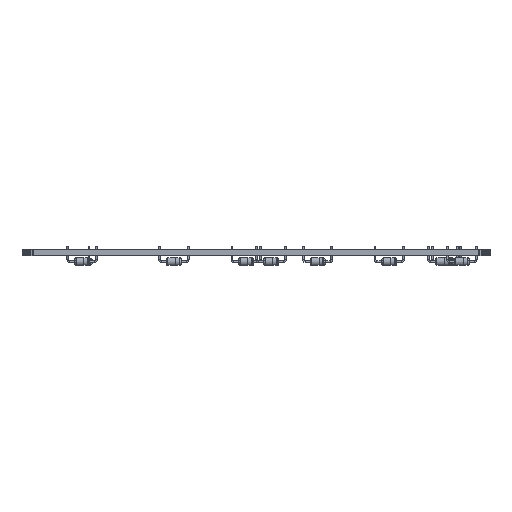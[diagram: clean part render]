
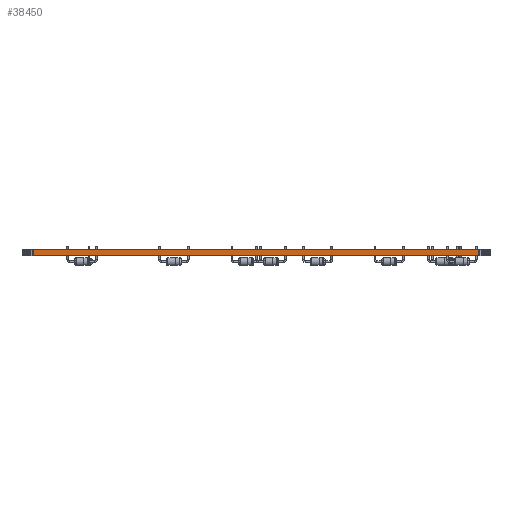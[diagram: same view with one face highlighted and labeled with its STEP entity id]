
A CAD part, left-side view. The second image highlights one B-rep face of the part: STEP entity #38450.
In plain terms, the highlighted planar face has unit normal (-1, 0, 0).
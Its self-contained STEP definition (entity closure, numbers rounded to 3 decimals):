
#1331 = PLANE('',#1332);
#1332 = AXIS2_PLACEMENT_3D('',#1333,#1334,#1335);
#1333 = CARTESIAN_POINT('',(-143.712,-44.442,1.6));
#1334 = DIRECTION('',(-0.,-0.,-1.));
#1335 = DIRECTION('',(-1.,0.,0.));
#1385 = PLANE('',#1386);
#1386 = AXIS2_PLACEMENT_3D('',#1387,#1388,#1389);
#1387 = CARTESIAN_POINT('',(-143.712,-44.442,0.));
#1388 = DIRECTION('',(-0.,-0.,-1.));
#1389 = DIRECTION('',(-1.,0.,0.));
#2670 = VERTEX_POINT('',#2671);
#2671 = CARTESIAN_POINT('',(-258.131,-103.474,0.));
#2685 = PLANE('',#2686);
#2686 = AXIS2_PLACEMENT_3D('',#2687,#2688,#2689);
#2687 = CARTESIAN_POINT('',(-258.112,-103.81,0.));
#2688 = DIRECTION('',(-0.998,-0.056,0.));
#2689 = DIRECTION('',(-0.056,0.998,0.));
#2697 = EDGE_CURVE('',#2670,#2698,#2700,.T.);
#2698 = VERTEX_POINT('',#2699);
#2699 = CARTESIAN_POINT('',(-258.131,14.589,0.));
#2700 = SURFACE_CURVE('',#2701,(#2705,#2712),.PCURVE_S1.);
#2701 = LINE('',#2702,#2703);
#2702 = CARTESIAN_POINT('',(-258.131,-103.474,0.));
#2703 = VECTOR('',#2704,1.);
#2704 = DIRECTION('',(0.,1.,0.));
#2705 = PCURVE('',#1385,#2706);
#2706 = DEFINITIONAL_REPRESENTATION('',(#2707),#2711);
#2707 = LINE('',#2708,#2709);
#2708 = CARTESIAN_POINT('',(114.419,-59.032));
#2709 = VECTOR('',#2710,1.);
#2710 = DIRECTION('',(0.,1.));
#2711 = ( GEOMETRIC_REPRESENTATION_CONTEXT(2) 
PARAMETRIC_REPRESENTATION_CONTEXT() REPRESENTATION_CONTEXT('2D SPACE',''
  ) );
#2712 = PCURVE('',#2713,#2718);
#2713 = PLANE('',#2714);
#2714 = AXIS2_PLACEMENT_3D('',#2715,#2716,#2717);
#2715 = CARTESIAN_POINT('',(-258.131,-103.474,0.));
#2716 = DIRECTION('',(-1.,0.,0.));
#2717 = DIRECTION('',(0.,1.,0.));
#2718 = DEFINITIONAL_REPRESENTATION('',(#2719),#2723);
#2719 = LINE('',#2720,#2721);
#2720 = CARTESIAN_POINT('',(0.,0.));
#2721 = VECTOR('',#2722,1.);
#2722 = DIRECTION('',(1.,0.));
#2723 = ( GEOMETRIC_REPRESENTATION_CONTEXT(2) 
PARAMETRIC_REPRESENTATION_CONTEXT() REPRESENTATION_CONTEXT('2D SPACE',''
  ) );
#2741 = PLANE('',#2742);
#2742 = AXIS2_PLACEMENT_3D('',#2743,#2744,#2745);
#2743 = CARTESIAN_POINT('',(-258.131,14.589,0.));
#2744 = DIRECTION('',(-0.998,0.056,0.));
#2745 = DIRECTION('',(0.056,0.998,0.));
#21986 = VERTEX_POINT('',#21987);
#21987 = CARTESIAN_POINT('',(-258.131,-103.474,1.6));
#22008 = EDGE_CURVE('',#21986,#22009,#22011,.T.);
#22009 = VERTEX_POINT('',#22010);
#22010 = CARTESIAN_POINT('',(-258.131,14.589,1.6));
#22011 = SURFACE_CURVE('',#22012,(#22016,#22023),.PCURVE_S1.);
#22012 = LINE('',#22013,#22014);
#22013 = CARTESIAN_POINT('',(-258.131,-103.474,1.6));
#22014 = VECTOR('',#22015,1.);
#22015 = DIRECTION('',(0.,1.,0.));
#22016 = PCURVE('',#1331,#22017);
#22017 = DEFINITIONAL_REPRESENTATION('',(#22018),#22022);
#22018 = LINE('',#22019,#22020);
#22019 = CARTESIAN_POINT('',(114.419,-59.032));
#22020 = VECTOR('',#22021,1.);
#22021 = DIRECTION('',(0.,1.));
#22022 = ( GEOMETRIC_REPRESENTATION_CONTEXT(2) 
PARAMETRIC_REPRESENTATION_CONTEXT() REPRESENTATION_CONTEXT('2D SPACE',''
  ) );
#22023 = PCURVE('',#2713,#22024);
#22024 = DEFINITIONAL_REPRESENTATION('',(#22025),#22029);
#22025 = LINE('',#22026,#22027);
#22026 = CARTESIAN_POINT('',(0.,-1.6));
#22027 = VECTOR('',#22028,1.);
#22028 = DIRECTION('',(1.,0.));
#22029 = ( GEOMETRIC_REPRESENTATION_CONTEXT(2) 
PARAMETRIC_REPRESENTATION_CONTEXT() REPRESENTATION_CONTEXT('2D SPACE',''
  ) );
#38400 = EDGE_CURVE('',#2698,#22009,#38401,.T.);
#38401 = SURFACE_CURVE('',#38402,(#38406,#38413),.PCURVE_S1.);
#38402 = LINE('',#38403,#38404);
#38403 = CARTESIAN_POINT('',(-258.131,14.589,0.));
#38404 = VECTOR('',#38405,1.);
#38405 = DIRECTION('',(0.,0.,1.));
#38406 = PCURVE('',#2741,#38407);
#38407 = DEFINITIONAL_REPRESENTATION('',(#38408),#38412);
#38408 = LINE('',#38409,#38410);
#38409 = CARTESIAN_POINT('',(0.,0.));
#38410 = VECTOR('',#38411,1.);
#38411 = DIRECTION('',(0.,-1.));
#38412 = ( GEOMETRIC_REPRESENTATION_CONTEXT(2) 
PARAMETRIC_REPRESENTATION_CONTEXT() REPRESENTATION_CONTEXT('2D SPACE',''
  ) );
#38413 = PCURVE('',#2713,#38414);
#38414 = DEFINITIONAL_REPRESENTATION('',(#38415),#38419);
#38415 = LINE('',#38416,#38417);
#38416 = CARTESIAN_POINT('',(118.063,0.));
#38417 = VECTOR('',#38418,1.);
#38418 = DIRECTION('',(0.,-1.));
#38419 = ( GEOMETRIC_REPRESENTATION_CONTEXT(2) 
PARAMETRIC_REPRESENTATION_CONTEXT() REPRESENTATION_CONTEXT('2D SPACE',''
  ) );
#38450 = ADVANCED_FACE('',(#38451),#2713,.T.);
#38451 = FACE_BOUND('',#38452,.T.);
#38452 = EDGE_LOOP('',(#38453,#38474,#38475,#38476));
#38453 = ORIENTED_EDGE('',*,*,#38454,.T.);
#38454 = EDGE_CURVE('',#2670,#21986,#38455,.T.);
#38455 = SURFACE_CURVE('',#38456,(#38460,#38467),.PCURVE_S1.);
#38456 = LINE('',#38457,#38458);
#38457 = CARTESIAN_POINT('',(-258.131,-103.474,0.));
#38458 = VECTOR('',#38459,1.);
#38459 = DIRECTION('',(0.,0.,1.));
#38460 = PCURVE('',#2713,#38461);
#38461 = DEFINITIONAL_REPRESENTATION('',(#38462),#38466);
#38462 = LINE('',#38463,#38464);
#38463 = CARTESIAN_POINT('',(0.,0.));
#38464 = VECTOR('',#38465,1.);
#38465 = DIRECTION('',(0.,-1.));
#38466 = ( GEOMETRIC_REPRESENTATION_CONTEXT(2) 
PARAMETRIC_REPRESENTATION_CONTEXT() REPRESENTATION_CONTEXT('2D SPACE',''
  ) );
#38467 = PCURVE('',#2685,#38468);
#38468 = DEFINITIONAL_REPRESENTATION('',(#38469),#38473);
#38469 = LINE('',#38470,#38471);
#38470 = CARTESIAN_POINT('',(0.336,0.));
#38471 = VECTOR('',#38472,1.);
#38472 = DIRECTION('',(0.,-1.));
#38473 = ( GEOMETRIC_REPRESENTATION_CONTEXT(2) 
PARAMETRIC_REPRESENTATION_CONTEXT() REPRESENTATION_CONTEXT('2D SPACE',''
  ) );
#38474 = ORIENTED_EDGE('',*,*,#22008,.T.);
#38475 = ORIENTED_EDGE('',*,*,#38400,.F.);
#38476 = ORIENTED_EDGE('',*,*,#2697,.F.);
